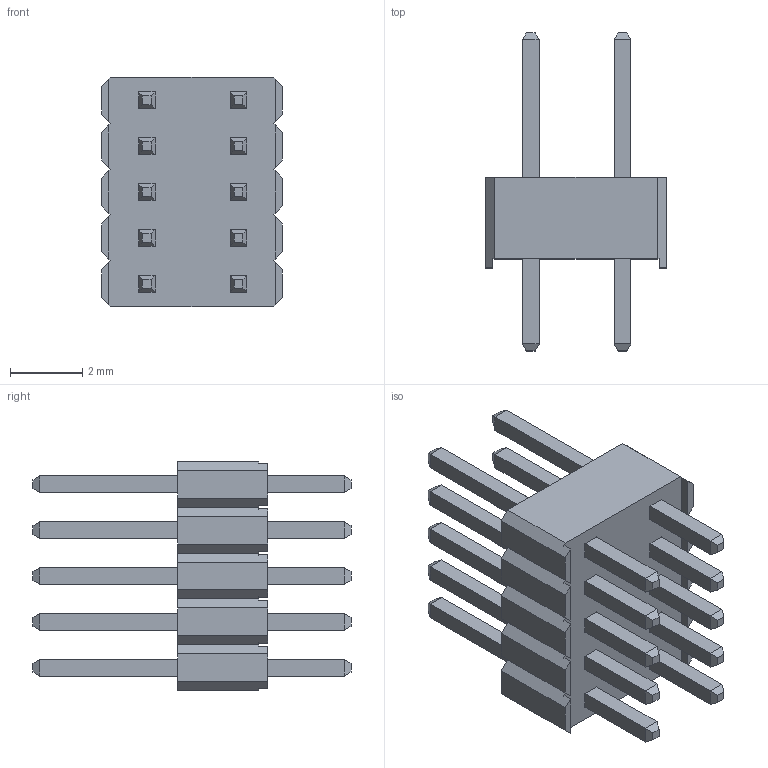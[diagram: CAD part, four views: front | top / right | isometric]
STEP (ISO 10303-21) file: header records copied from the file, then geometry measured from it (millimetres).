
FILE_DESCRIPTION((''),'2;1');
FILE_NAME('M52-040023W0545_ASM','2011-08-04T',('wbourne'),(''),'PRO/ENGINEER BY PARAMETRIC TECHNOLOGY CORPORATION, 2010280','PRO/ENGINEER BY PARAMETRIC TECHNOLOGY CORPORATION, 2010280','');
FILE_SCHEMA(('CONFIG_CONTROL_DESIGN','SHAPE_APPEARANCE_LAYERS_GROUPS'));
Length unit declared in the file: millimetre
Products named in the file (3): M52-040023W0545-MOULD; M52-040023WXX45-PIN; M52-040023W0545_ASM
Assembly tree (11 placements, depth 2):
  M52-040023W0545_ASM
    M52-040023W0545-MOULD
    M52-040023WXX45-PIN  x10
Bounding box: 5 x 8.8 x 6.35 mm (x, y, z)
Volume: 84.1 mm3; surface area: 321.4 mm2
Topology: 11 solids, 11 shells, 234 faces, 556 edges, 344 vertices
Faces by surface type: plane 234
Entity records: 4538 total; most frequent: CARTESIAN_POINT 626, ORIENTED_EDGE 608, DIRECTION 548, PRESENTATION_STYLE_ASSIGNMENT 306, STYLED_ITEM 306, VECTOR 304, LINE 304, CURVE_STYLE 304
